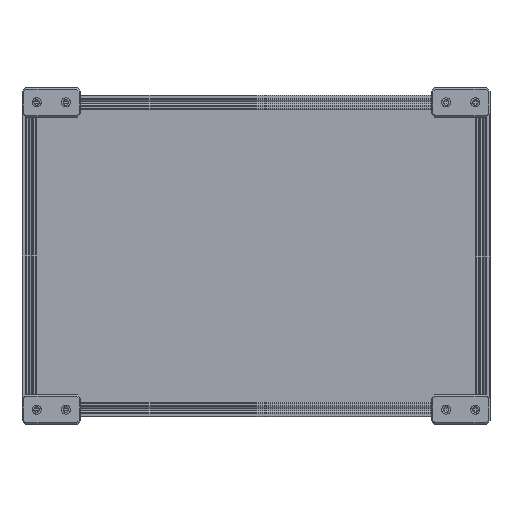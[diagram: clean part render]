
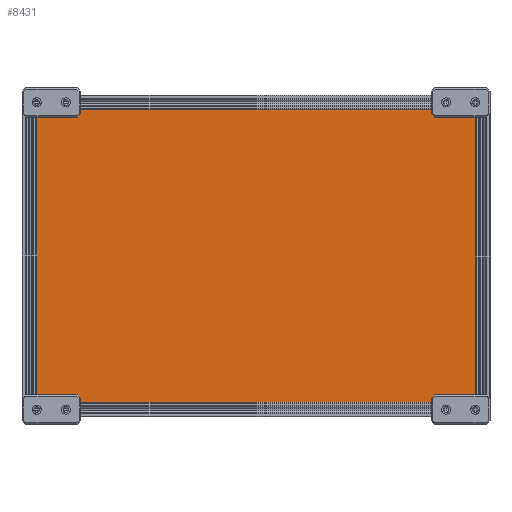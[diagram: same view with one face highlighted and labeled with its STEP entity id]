
A CAD part, front view. The second image highlights one B-rep face of the part: STEP entity #8431.
In plain terms, the highlighted face is planar.
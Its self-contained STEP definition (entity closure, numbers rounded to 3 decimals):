
#8045=CARTESIAN_POINT('',(0.0,0.0,0.0));
#8046=VERTEX_POINT('',#8045);
#8063=CARTESIAN_POINT('',(0.,-675.0,0.0));
#8064=VERTEX_POINT('',#8063);
#8071=CARTESIAN_POINT('',(0.0,0.0,0.0));
#8072=DIRECTION('',(0.,-1.0,0.0));
#8073=VECTOR('',#8072,675.0);
#8074=LINE('',#8071,#8073);
#8075=EDGE_CURVE('',#8046,#8064,#8074,.T.);
#8094=CARTESIAN_POINT('',(0.,-675.0,-22.5));
#8095=VERTEX_POINT('',#8094);
#8102=CARTESIAN_POINT('',(0.,-675.0,0.0));
#8103=DIRECTION('',(0.0,0.0,-1.0));
#8104=VECTOR('',#8103,22.5);
#8105=LINE('',#8102,#8104);
#8106=EDGE_CURVE('',#8064,#8095,#8105,.T.);
#8125=CARTESIAN_POINT('',(0.,-697.5,-22.5));
#8126=VERTEX_POINT('',#8125);
#8133=CARTESIAN_POINT('',(0.,-675.0,-22.5));
#8134=DIRECTION('',(0.0,-1.0,0.0));
#8135=VECTOR('',#8134,22.5);
#8136=LINE('',#8133,#8135);
#8137=EDGE_CURVE('',#8095,#8126,#8136,.T.);
#8156=CARTESIAN_POINT('',(0.,-697.5,-472.5));
#8157=VERTEX_POINT('',#8156);
#8164=CARTESIAN_POINT('',(0.,-697.5,-22.5));
#8165=DIRECTION('',(0.0,0.0,-1.0));
#8166=VECTOR('',#8165,450.0);
#8167=LINE('',#8164,#8166);
#8168=EDGE_CURVE('',#8126,#8157,#8167,.T.);
#8187=CARTESIAN_POINT('',(0.,-675.0,-472.5));
#8188=VERTEX_POINT('',#8187);
#8195=CARTESIAN_POINT('',(0.,-697.5,-472.5));
#8196=DIRECTION('',(0.0,1.0,0.0));
#8197=VECTOR('',#8196,22.5);
#8198=LINE('',#8195,#8197);
#8199=EDGE_CURVE('',#8157,#8188,#8198,.T.);
#8218=CARTESIAN_POINT('',(0.,-675.0,-495.0));
#8219=VERTEX_POINT('',#8218);
#8226=CARTESIAN_POINT('',(0.,-675.0,-472.5));
#8227=DIRECTION('',(0.0,0.0,-1.0));
#8228=VECTOR('',#8227,22.5);
#8229=LINE('',#8226,#8228);
#8230=EDGE_CURVE('',#8188,#8219,#8229,.T.);
#8249=CARTESIAN_POINT('',(0.0,0.0,-495.0));
#8250=VERTEX_POINT('',#8249);
#8257=CARTESIAN_POINT('',(0.,-675.0,-495.0));
#8258=DIRECTION('',(0.,1.0,0.0));
#8259=VECTOR('',#8258,675.0);
#8260=LINE('',#8257,#8259);
#8261=EDGE_CURVE('',#8219,#8250,#8260,.T.);
#8280=CARTESIAN_POINT('',(0.0,0.0,-472.5));
#8281=VERTEX_POINT('',#8280);
#8288=CARTESIAN_POINT('',(0.0,0.0,-495.0));
#8289=DIRECTION('',(0.0,0.0,1.0));
#8290=VECTOR('',#8289,22.5);
#8291=LINE('',#8288,#8290);
#8292=EDGE_CURVE('',#8250,#8281,#8291,.T.);
#8311=CARTESIAN_POINT('',(0.0,22.5,-472.5));
#8312=VERTEX_POINT('',#8311);
#8319=CARTESIAN_POINT('',(0.0,0.0,-472.5));
#8320=DIRECTION('',(0.0,1.0,0.0));
#8321=VECTOR('',#8320,22.5);
#8322=LINE('',#8319,#8321);
#8323=EDGE_CURVE('',#8281,#8312,#8322,.T.);
#8342=CARTESIAN_POINT('',(0.0,22.5,-22.5));
#8343=VERTEX_POINT('',#8342);
#8350=CARTESIAN_POINT('',(0.0,22.5,-472.5));
#8351=DIRECTION('',(0.0,0.0,1.0));
#8352=VECTOR('',#8351,450.0);
#8353=LINE('',#8350,#8352);
#8354=EDGE_CURVE('',#8312,#8343,#8353,.T.);
#8373=CARTESIAN_POINT('',(0.0,0.0,-22.5));
#8374=VERTEX_POINT('',#8373);
#8381=CARTESIAN_POINT('',(0.0,22.5,-22.5));
#8382=DIRECTION('',(0.0,-1.0,0.0));
#8383=VECTOR('',#8382,22.5);
#8384=LINE('',#8381,#8383);
#8385=EDGE_CURVE('',#8343,#8374,#8384,.T.);
#8403=CARTESIAN_POINT('',(0.0,0.0,-22.5));
#8404=DIRECTION('',(0.0,0.0,1.0));
#8405=VECTOR('',#8404,22.5);
#8406=LINE('',#8403,#8405);
#8407=EDGE_CURVE('',#8374,#8046,#8406,.T.);
#8412=CARTESIAN_POINT('',(0.,-337.5,-247.5));
#8413=DIRECTION('',(1.0,0.,0.));
#8414=DIRECTION('',(0.,1.0,0.0));
#8415=AXIS2_PLACEMENT_3D('',#8412,#8413,#8414);
#8416=PLANE('',#8415);
#8417=ORIENTED_EDGE('',*,*,#8075,.T.);
#8418=ORIENTED_EDGE('',*,*,#8106,.T.);
#8419=ORIENTED_EDGE('',*,*,#8137,.T.);
#8420=ORIENTED_EDGE('',*,*,#8168,.T.);
#8421=ORIENTED_EDGE('',*,*,#8199,.T.);
#8422=ORIENTED_EDGE('',*,*,#8230,.T.);
#8423=ORIENTED_EDGE('',*,*,#8261,.T.);
#8424=ORIENTED_EDGE('',*,*,#8292,.T.);
#8425=ORIENTED_EDGE('',*,*,#8323,.T.);
#8426=ORIENTED_EDGE('',*,*,#8354,.T.);
#8427=ORIENTED_EDGE('',*,*,#8385,.T.);
#8428=ORIENTED_EDGE('',*,*,#8407,.T.);
#8429=EDGE_LOOP('',(#8417,#8418,#8419,#8420,#8421,#8422,#8423,#8424,#8425,#8426,#8427,#8428));
#8430=FACE_BOUND('',#8429,.T.);
#8431=ADVANCED_FACE('',(#8430),#8416,.T.);
